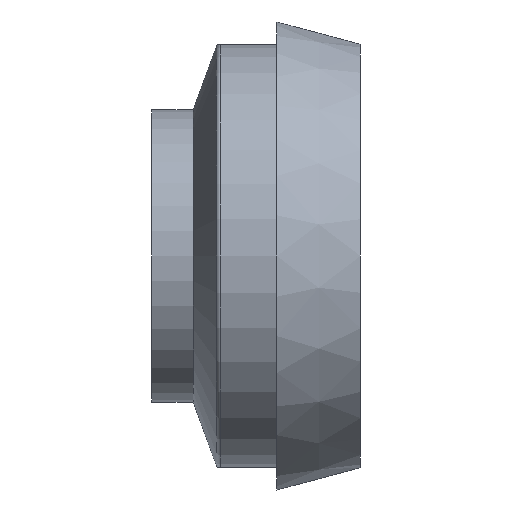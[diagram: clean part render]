
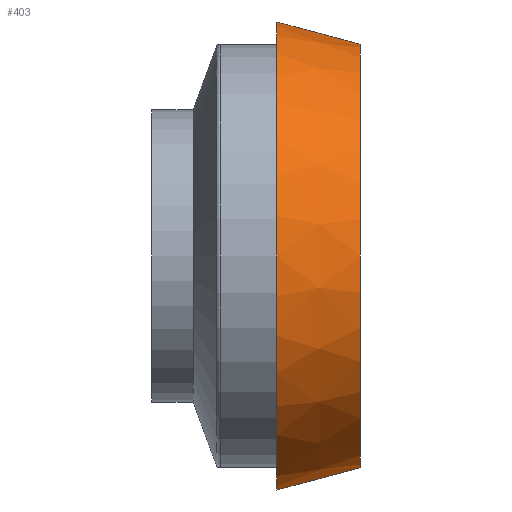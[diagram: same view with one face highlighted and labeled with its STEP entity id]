
A CAD part, front view. The second image highlights one B-rep face of the part: STEP entity #403.
In plain terms, the highlighted conical face has half-angle 15 degrees and reference radius 25.32 mm.
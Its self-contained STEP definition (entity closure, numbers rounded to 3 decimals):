
#43 = DIRECTION ( 'NONE',  ( -1., 0., 0. ) ) ;
#45 = CARTESIAN_POINT ( 'NONE',  ( -2.419, 0., 0. ) ) ;
#56 = ORIENTED_EDGE ( 'NONE', *, *, #340, .F. ) ;
#72 = ORIENTED_EDGE ( 'NONE', *, *, #143, .F. ) ;
#88 = CONICAL_SURFACE ( 'NONE', #407, 25.321, 0.262 ) ;
#101 = CARTESIAN_POINT ( 'NONE',  ( 7.581, 0., -25.321 ) ) ;
#110 = DIRECTION ( 'NONE',  ( 0., 0., 1. ) ) ;
#123 = EDGE_CURVE ( 'NONE', #466, #300, #526, .T. ) ;
#143 = EDGE_CURVE ( 'NONE', #199, #459, #427, .T. ) ;
#144 = CARTESIAN_POINT ( 'NONE',  ( -2.419, 0., 28. ) ) ;
#155 = DIRECTION ( 'NONE',  ( -1., 0., 0. ) ) ;
#167 = ORIENTED_EDGE ( 'NONE', *, *, #123, .T. ) ;
#179 = EDGE_CURVE ( 'NONE', #300, #459, #283, .T. ) ;
#199 = VERTEX_POINT ( 'NONE', #525 ) ;
#214 = DIRECTION ( 'NONE',  ( -0.966, 0., -0.259 ) ) ;
#235 = CARTESIAN_POINT ( 'NONE',  ( 7.581, 0., 0. ) ) ;
#241 = VECTOR ( 'NONE', #495, 1000. ) ;
#244 = ORIENTED_EDGE ( 'NONE', *, *, #179, .T. ) ;
#246 = DIRECTION ( 'NONE',  ( 0., 0., 1. ) ) ;
#251 = CARTESIAN_POINT ( 'NONE',  ( 7.581, 0., 25.321 ) ) ;
#273 = FACE_OUTER_BOUND ( 'NONE', #336, .T. ) ;
#278 = CARTESIAN_POINT ( 'NONE',  ( 7.581, 0., 25.321 ) ) ;
#283 = LINE ( 'NONE', #278, #241 ) ;
#300 = VERTEX_POINT ( 'NONE', #251 ) ;
#336 = EDGE_LOOP ( 'NONE', ( #56, #167, #244, #72 ) ) ;
#340 = EDGE_CURVE ( 'NONE', #466, #199, #463, .T. ) ;
#393 = VECTOR ( 'NONE', #214, 1000. ) ;
#403 = ADVANCED_FACE ( 'NONE', ( #273 ), #88, .T. ) ;
#407 = AXIS2_PLACEMENT_3D ( 'NONE', #433, #473, #110 ) ;
#427 = CIRCLE ( 'NONE', #469, 28. ) ;
#433 = CARTESIAN_POINT ( 'NONE',  ( 7.581, 0., 0. ) ) ;
#442 = DIRECTION ( 'NONE',  ( 0., 0., 1. ) ) ;
#449 = AXIS2_PLACEMENT_3D ( 'NONE', #235, #155, #246 ) ;
#459 = VERTEX_POINT ( 'NONE', #144 ) ;
#463 = LINE ( 'NONE', #101, #393 ) ;
#466 = VERTEX_POINT ( 'NONE', #517 ) ;
#469 = AXIS2_PLACEMENT_3D ( 'NONE', #45, #43, #442 ) ;
#473 = DIRECTION ( 'NONE',  ( -1., 0., 0. ) ) ;
#495 = DIRECTION ( 'NONE',  ( -0.966, 0., 0.259 ) ) ;
#517 = CARTESIAN_POINT ( 'NONE',  ( 7.581, 0., -25.321 ) ) ;
#525 = CARTESIAN_POINT ( 'NONE',  ( -2.419, 0., -28. ) ) ;
#526 = CIRCLE ( 'NONE', #449, 25.321 ) ;
